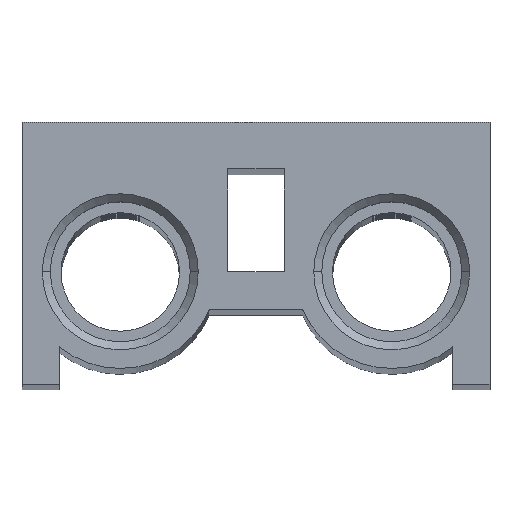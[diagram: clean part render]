
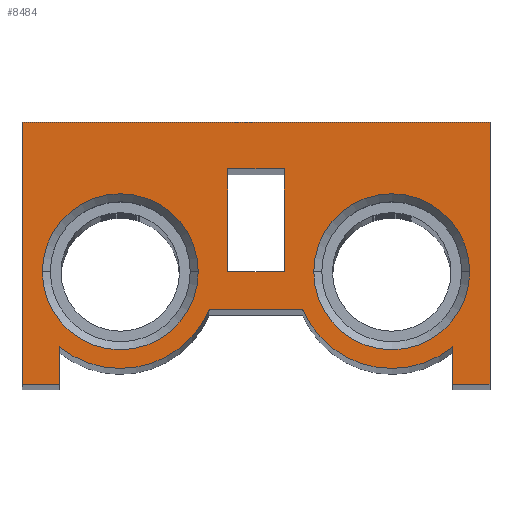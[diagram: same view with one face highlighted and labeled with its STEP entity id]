
A CAD part, top view. The second image highlights one B-rep face of the part: STEP entity #8484.
In plain terms, the highlighted planar face has unit normal (0, 0, 1).
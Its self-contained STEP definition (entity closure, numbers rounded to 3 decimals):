
#72 = EDGE_CURVE ( 'NONE', #6603, #6764, #478, .T. ) ;
#74 = AXIS2_PLACEMENT_3D ( 'NONE', #7896, #1708, #817 ) ;
#151 = CARTESIAN_POINT ( 'NONE',  ( -22.831, 12., 362. ) ) ;
#315 = VERTEX_POINT ( 'NONE', #8039 ) ;
#434 = VERTEX_POINT ( 'NONE', #2598 ) ;
#478 = CIRCLE ( 'NONE', #8264, 8.331 ) ;
#510 = VERTEX_POINT ( 'NONE', #1353 ) ;
#591 = ORIENTED_EDGE ( 'NONE', *, *, #6875, .F. ) ;
#621 = ORIENTED_EDGE ( 'NONE', *, *, #3454, .F. ) ;
#710 = VERTEX_POINT ( 'NONE', #5229 ) ;
#719 = DIRECTION ( 'NONE',  ( 1., 0., 0. ) ) ;
#725 = DIRECTION ( 'NONE',  ( -1., 0., 0. ) ) ;
#817 = DIRECTION ( 'NONE',  ( -1., 0., 0. ) ) ;
#838 = CARTESIAN_POINT ( 'NONE',  ( 25., 0., 362. ) ) ;
#849 = CARTESIAN_POINT ( 'NONE',  ( -14.5, 12., 362. ) ) ;
#870 = ORIENTED_EDGE ( 'NONE', *, *, #2368, .T. ) ;
#970 = CARTESIAN_POINT ( 'NONE',  ( -3., 23., 362. ) ) ;
#1061 = ORIENTED_EDGE ( 'NONE', *, *, #7633, .T. ) ;
#1096 = FACE_BOUND ( 'NONE', #6788, .T. ) ;
#1131 = PLANE ( 'NONE',  #3940 ) ;
#1211 = CARTESIAN_POINT ( 'NONE',  ( 3., 23., 362. ) ) ;
#1318 = EDGE_LOOP ( 'NONE', ( #3936, #2079 ) ) ;
#1345 = VECTOR ( 'NONE', #7228, 1000. ) ;
#1353 = CARTESIAN_POINT ( 'NONE',  ( -3., 12., 362. ) ) ;
#1376 = EDGE_CURVE ( 'NONE', #3298, #8777, #8269, .T. ) ;
#1435 = LINE ( 'NONE', #6845, #6655 ) ;
#1617 = VERTEX_POINT ( 'NONE', #8370 ) ;
#1649 = LINE ( 'NONE', #970, #1345 ) ;
#1708 = DIRECTION ( 'NONE',  ( 0., 0., -1. ) ) ;
#1740 = EDGE_CURVE ( 'NONE', #6567, #510, #1649, .T. ) ;
#1760 = CARTESIAN_POINT ( 'NONE',  ( 21., 3.97, 362. ) ) ;
#1994 = CARTESIAN_POINT ( 'NONE',  ( -14.5, 12., 362. ) ) ;
#2079 = ORIENTED_EDGE ( 'NONE', *, *, #5954, .T. ) ;
#2081 = VECTOR ( 'NONE', #8677, 1000. ) ;
#2114 = LINE ( 'NONE', #5359, #8123 ) ;
#2163 = DIRECTION ( 'NONE',  ( 0., 1., 0. ) ) ;
#2179 = ORIENTED_EDGE ( 'NONE', *, *, #6202, .T. ) ;
#2368 = EDGE_CURVE ( 'NONE', #710, #3298, #7213, .T. ) ;
#2406 = CARTESIAN_POINT ( 'NONE',  ( -21., 3.97, 362. ) ) ;
#2483 = CARTESIAN_POINT ( 'NONE',  ( 14.5, 12., 362. ) ) ;
#2550 = ORIENTED_EDGE ( 'NONE', *, *, #1740, .F. ) ;
#2553 = DIRECTION ( 'NONE',  ( 1., 0., 0. ) ) ;
#2598 = CARTESIAN_POINT ( 'NONE',  ( 21., 0., 362. ) ) ;
#2655 = LINE ( 'NONE', #7394, #2923 ) ;
#2725 = CARTESIAN_POINT ( 'NONE',  ( -6.169, 12., 362. ) ) ;
#2732 = CARTESIAN_POINT ( 'NONE',  ( 14.5, 12., 362. ) ) ;
#2761 = AXIS2_PLACEMENT_3D ( 'NONE', #2929, #5683, #725 ) ;
#2813 = CARTESIAN_POINT ( 'NONE',  ( 4.975, 8., 362. ) ) ;
#2844 = ORIENTED_EDGE ( 'NONE', *, *, #4559, .T. ) ;
#2871 = CARTESIAN_POINT ( 'NONE',  ( -21., 0., 362. ) ) ;
#2900 = EDGE_CURVE ( 'NONE', #8022, #7604, #2114, .T. ) ;
#2923 = VECTOR ( 'NONE', #5452, 1000. ) ;
#2929 = CARTESIAN_POINT ( 'NONE',  ( -14.5, 12., 362. ) ) ;
#3155 = DIRECTION ( 'NONE',  ( 0., 0., -1. ) ) ;
#3175 = ORIENTED_EDGE ( 'NONE', *, *, #2900, .T. ) ;
#3298 = VERTEX_POINT ( 'NONE', #2813 ) ;
#3299 = CARTESIAN_POINT ( 'NONE',  ( 22.831, 12., 362. ) ) ;
#3454 = EDGE_CURVE ( 'NONE', #315, #6567, #4622, .T. ) ;
#3517 = CIRCLE ( 'NONE', #4227, 8.331 ) ;
#3620 = AXIS2_PLACEMENT_3D ( 'NONE', #849, #8442, #3639 ) ;
#3639 = DIRECTION ( 'NONE',  ( 1., 0., 0. ) ) ;
#3787 = CARTESIAN_POINT ( 'NONE',  ( -14.5, 12., 362. ) ) ;
#3936 = ORIENTED_EDGE ( 'NONE', *, *, #72, .T. ) ;
#3940 = AXIS2_PLACEMENT_3D ( 'NONE', #3787, #7306, #7125 ) ;
#3946 = CARTESIAN_POINT ( 'NONE',  ( -3., 23., 362. ) ) ;
#3962 = CARTESIAN_POINT ( 'NONE',  ( -4.975, 8., 362. ) ) ;
#4038 = CARTESIAN_POINT ( 'NONE',  ( 25., 28., 362. ) ) ;
#4059 = DIRECTION ( 'NONE',  ( -1., 0., 0. ) ) ;
#4161 = DIRECTION ( 'NONE',  ( 1., 0., 0. ) ) ;
#4206 = EDGE_CURVE ( 'NONE', #8777, #434, #5911, .T. ) ;
#4227 = AXIS2_PLACEMENT_3D ( 'NONE', #2483, #3155, #5824 ) ;
#4317 = VERTEX_POINT ( 'NONE', #4038 ) ;
#4377 = EDGE_CURVE ( 'NONE', #6204, #8143, #5584, .T. ) ;
#4423 = ORIENTED_EDGE ( 'NONE', *, *, #4377, .T. ) ;
#4479 = ORIENTED_EDGE ( 'NONE', *, *, #8421, .T. ) ;
#4532 = VECTOR ( 'NONE', #2163, 1000. ) ;
#4556 = FACE_OUTER_BOUND ( 'NONE', #8219, .T. ) ;
#4559 = EDGE_CURVE ( 'NONE', #7680, #8319, #5979, .T. ) ;
#4622 = LINE ( 'NONE', #1211, #8575 ) ;
#4679 = DIRECTION ( 'NONE',  ( -1., 0., 0. ) ) ;
#4740 = DIRECTION ( 'NONE',  ( -1., 0., 0. ) ) ;
#4921 = CIRCLE ( 'NONE', #3620, 10.331 ) ;
#4947 = DIRECTION ( 'NONE',  ( 0., 1., 0. ) ) ;
#5049 = VECTOR ( 'NONE', #2553, 1000. ) ;
#5050 = EDGE_CURVE ( 'NONE', #510, #6074, #6697, .T. ) ;
#5121 = LINE ( 'NONE', #838, #7250 ) ;
#5229 = CARTESIAN_POINT ( 'NONE',  ( -4.975, 8., 362. ) ) ;
#5260 = VECTOR ( 'NONE', #8676, 1000. ) ;
#5311 = LINE ( 'NONE', #8111, #7241 ) ;
#5359 = CARTESIAN_POINT ( 'NONE',  ( -25., 28., 362. ) ) ;
#5411 = CARTESIAN_POINT ( 'NONE',  ( 3., 12., 362. ) ) ;
#5452 = DIRECTION ( 'NONE',  ( 1., 0., 0. ) ) ;
#5488 = DIRECTION ( 'NONE',  ( 0., -1., 0. ) ) ;
#5584 = LINE ( 'NONE', #8350, #4532 ) ;
#5605 = CARTESIAN_POINT ( 'NONE',  ( 6.169, 12., 362. ) ) ;
#5683 = DIRECTION ( 'NONE',  ( 0., 0., -1. ) ) ;
#5736 = CARTESIAN_POINT ( 'NONE',  ( -25., 28., 362. ) ) ;
#5824 = DIRECTION ( 'NONE',  ( -1., 0., 0. ) ) ;
#5869 = ORIENTED_EDGE ( 'NONE', *, *, #4206, .T. ) ;
#5909 = FACE_BOUND ( 'NONE', #7289, .T. ) ;
#5911 = LINE ( 'NONE', #1760, #5260 ) ;
#5954 = EDGE_CURVE ( 'NONE', #6764, #6603, #6654, .T. ) ;
#5972 = DIRECTION ( 'NONE',  ( 0., 0., -1. ) ) ;
#5979 = CIRCLE ( 'NONE', #74, 8.331 ) ;
#6049 = EDGE_CURVE ( 'NONE', #7604, #6204, #2655, .T. ) ;
#6074 = VERTEX_POINT ( 'NONE', #5411 ) ;
#6144 = ORIENTED_EDGE ( 'NONE', *, *, #1376, .T. ) ;
#6202 = EDGE_CURVE ( 'NONE', #434, #1617, #7648, .T. ) ;
#6204 = VERTEX_POINT ( 'NONE', #2871 ) ;
#6254 = DIRECTION ( 'NONE',  ( 0., 0., 1. ) ) ;
#6291 = DIRECTION ( 'NONE',  ( 0., 1., 0. ) ) ;
#6524 = AXIS2_PLACEMENT_3D ( 'NONE', #2732, #6254, #4161 ) ;
#6567 = VERTEX_POINT ( 'NONE', #3946 ) ;
#6603 = VERTEX_POINT ( 'NONE', #2725 ) ;
#6654 = CIRCLE ( 'NONE', #2761, 8.331 ) ;
#6655 = VECTOR ( 'NONE', #4947, 1000. ) ;
#6697 = LINE ( 'NONE', #7330, #5049 ) ;
#6764 = VERTEX_POINT ( 'NONE', #151 ) ;
#6788 = EDGE_LOOP ( 'NONE', ( #2550, #621, #591, #8303 ) ) ;
#6845 = CARTESIAN_POINT ( 'NONE',  ( 3., 12., 362. ) ) ;
#6848 = CARTESIAN_POINT ( 'NONE',  ( 21., 0., 362. ) ) ;
#6875 = EDGE_CURVE ( 'NONE', #6074, #315, #1435, .T. ) ;
#7125 = DIRECTION ( 'NONE',  ( 1., 0., 0. ) ) ;
#7186 = EDGE_CURVE ( 'NONE', #8143, #710, #4921, .T. ) ;
#7213 = LINE ( 'NONE', #3962, #2081 ) ;
#7228 = DIRECTION ( 'NONE',  ( 0., -1., 0. ) ) ;
#7241 = VECTOR ( 'NONE', #4679, 1000. ) ;
#7250 = VECTOR ( 'NONE', #6291, 1000. ) ;
#7289 = EDGE_LOOP ( 'NONE', ( #4479, #2844 ) ) ;
#7306 = DIRECTION ( 'NONE',  ( 0., 0., 1. ) ) ;
#7330 = CARTESIAN_POINT ( 'NONE',  ( -3., 12., 362. ) ) ;
#7373 = CARTESIAN_POINT ( 'NONE',  ( 21., 3.97, 362. ) ) ;
#7394 = CARTESIAN_POINT ( 'NONE',  ( -25., 0., 362. ) ) ;
#7426 = EDGE_CURVE ( 'NONE', #4317, #8022, #5311, .T. ) ;
#7604 = VERTEX_POINT ( 'NONE', #7692 ) ;
#7633 = EDGE_CURVE ( 'NONE', #1617, #4317, #5121, .T. ) ;
#7648 = LINE ( 'NONE', #6848, #7978 ) ;
#7680 = VERTEX_POINT ( 'NONE', #5605 ) ;
#7692 = CARTESIAN_POINT ( 'NONE',  ( -25., 0., 362. ) ) ;
#7694 = ORIENTED_EDGE ( 'NONE', *, *, #7426, .T. ) ;
#7896 = CARTESIAN_POINT ( 'NONE',  ( 14.5, 12., 362. ) ) ;
#7978 = VECTOR ( 'NONE', #719, 1000. ) ;
#8022 = VERTEX_POINT ( 'NONE', #5736 ) ;
#8039 = CARTESIAN_POINT ( 'NONE',  ( 3., 23., 362. ) ) ;
#8111 = CARTESIAN_POINT ( 'NONE',  ( 25., 28., 362. ) ) ;
#8123 = VECTOR ( 'NONE', #5488, 1000. ) ;
#8143 = VERTEX_POINT ( 'NONE', #2406 ) ;
#8219 = EDGE_LOOP ( 'NONE', ( #3175, #8811, #4423, #8378, #870, #6144, #5869, #2179, #1061, #7694 ) ) ;
#8264 = AXIS2_PLACEMENT_3D ( 'NONE', #1994, #5972, #4740 ) ;
#8269 = CIRCLE ( 'NONE', #6524, 10.331 ) ;
#8303 = ORIENTED_EDGE ( 'NONE', *, *, #5050, .F. ) ;
#8319 = VERTEX_POINT ( 'NONE', #3299 ) ;
#8350 = CARTESIAN_POINT ( 'NONE',  ( -21., 0., 362. ) ) ;
#8370 = CARTESIAN_POINT ( 'NONE',  ( 25., 0., 362. ) ) ;
#8378 = ORIENTED_EDGE ( 'NONE', *, *, #7186, .T. ) ;
#8421 = EDGE_CURVE ( 'NONE', #8319, #7680, #3517, .T. ) ;
#8442 = DIRECTION ( 'NONE',  ( 0., 0., 1. ) ) ;
#8484 = ADVANCED_FACE ( 'NONE', ( #8531, #1096, #5909, #4556 ), #1131, .T. ) ;
#8531 = FACE_BOUND ( 'NONE', #1318, .T. ) ;
#8575 = VECTOR ( 'NONE', #4059, 1000. ) ;
#8676 = DIRECTION ( 'NONE',  ( 0., -1., 0. ) ) ;
#8677 = DIRECTION ( 'NONE',  ( 1., 0., 0. ) ) ;
#8777 = VERTEX_POINT ( 'NONE', #7373 ) ;
#8811 = ORIENTED_EDGE ( 'NONE', *, *, #6049, .T. ) ;
